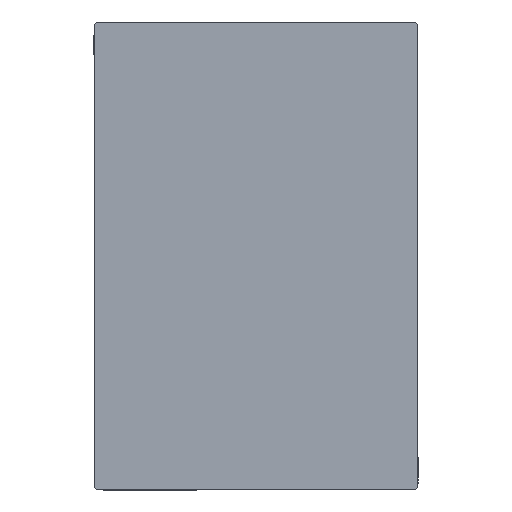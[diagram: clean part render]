
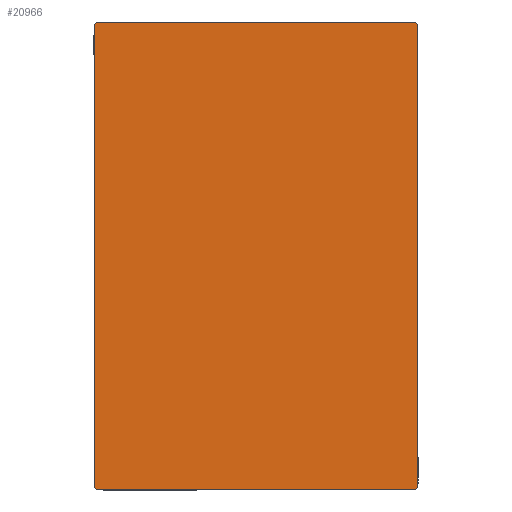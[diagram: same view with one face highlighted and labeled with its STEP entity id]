
A CAD part, left-side view. The second image highlights one B-rep face of the part: STEP entity #20966.
In plain terms, the highlighted face is planar.
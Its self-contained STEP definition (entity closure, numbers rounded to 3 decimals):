
#995 = ORIENTED_EDGE ( 'NONE', *, *, #15428, .T. ) ;
#1227 = PLANE ( 'NONE',  #6139 ) ;
#1353 = VERTEX_POINT ( 'NONE', #41136 ) ;
#1840 = LINE ( 'NONE', #15410, #20651 ) ;
#2744 = VERTEX_POINT ( 'NONE', #35506 ) ;
#3674 = VERTEX_POINT ( 'NONE', #18283 ) ;
#3747 = CARTESIAN_POINT ( 'NONE',  ( 70., -22.5, -32.5 ) ) ;
#3801 = CARTESIAN_POINT ( 'NONE',  ( 70., -22.5, 32.5 ) ) ;
#4386 = ORIENTED_EDGE ( 'NONE', *, *, #41850, .T. ) ;
#6139 = AXIS2_PLACEMENT_3D ( 'NONE', #14802, #28375, #25267 ) ;
#6504 = VERTEX_POINT ( 'NONE', #25204 ) ;
#6726 = EDGE_LOOP ( 'NONE', ( #32504, #15807, #21610, #24042, #18354, #23392, #995, #4386 ) ) ;
#9875 = DIRECTION ( 'NONE',  ( 0., -1., 0. ) ) ;
#9975 = VECTOR ( 'NONE', #11620, 1000. ) ;
#10859 = EDGE_CURVE ( 'NONE', #3674, #6504, #14301, .T. ) ;
#10961 = DIRECTION ( 'NONE',  ( 0., 0.707, 0.707 ) ) ;
#11216 = DIRECTION ( 'NONE',  ( 0., 0., 1. ) ) ;
#11400 = LINE ( 'NONE', #14950, #9975 ) ;
#11618 = EDGE_CURVE ( 'NONE', #6504, #30277, #18749, .T. ) ;
#11620 = DIRECTION ( 'NONE',  ( 0., -0.707, 0.707 ) ) ;
#12949 = LINE ( 'NONE', #3801, #27465 ) ;
#13867 = VECTOR ( 'NONE', #11216, 1000. ) ;
#14184 = VERTEX_POINT ( 'NONE', #16195 ) ;
#14301 = LINE ( 'NONE', #27878, #42971 ) ;
#14380 = CARTESIAN_POINT ( 'NONE',  ( 70., -27.35, -27.35 ) ) ;
#14802 = CARTESIAN_POINT ( 'NONE',  ( 70., 0., 0. ) ) ;
#14950 = CARTESIAN_POINT ( 'NONE',  ( 70., 27.35, 27.35 ) ) ;
#15113 = EDGE_CURVE ( 'NONE', #25462, #2744, #26798, .T. ) ;
#15410 = CARTESIAN_POINT ( 'NONE',  ( 70., -27.35, 27.35 ) ) ;
#15428 = EDGE_CURVE ( 'NONE', #1353, #14184, #12949, .T. ) ;
#15807 = ORIENTED_EDGE ( 'NONE', *, *, #10859, .T. ) ;
#16195 = CARTESIAN_POINT ( 'NONE',  ( 70., -22.5, -32.2 ) ) ;
#16765 = CARTESIAN_POINT ( 'NONE',  ( 70., 22.5, 32.5 ) ) ;
#17745 = LINE ( 'NONE', #3747, #43743 ) ;
#18131 = FACE_OUTER_BOUND ( 'NONE', #6726, .T. ) ;
#18283 = CARTESIAN_POINT ( 'NONE',  ( 70., 22.2, -32.5 ) ) ;
#18354 = ORIENTED_EDGE ( 'NONE', *, *, #15113, .T. ) ;
#18749 = LINE ( 'NONE', #25447, #13867 ) ;
#18937 = EDGE_CURVE ( 'NONE', #37715, #3674, #17745, .T. ) ;
#20532 = CARTESIAN_POINT ( 'NONE',  ( 70., 22.2, 32.5 ) ) ;
#20651 = VECTOR ( 'NONE', #28989, 1000. ) ;
#20966 = ADVANCED_FACE ( 'NONE', ( #18131 ), #1227, .T. ) ;
#21014 = CARTESIAN_POINT ( 'NONE',  ( 70., 22.5, 32.2 ) ) ;
#21610 = ORIENTED_EDGE ( 'NONE', *, *, #11618, .T. ) ;
#23392 = ORIENTED_EDGE ( 'NONE', *, *, #38225, .T. ) ;
#24042 = ORIENTED_EDGE ( 'NONE', *, *, #37429, .T. ) ;
#24905 = VECTOR ( 'NONE', #31285, 1000. ) ;
#25204 = CARTESIAN_POINT ( 'NONE',  ( 70., 22.5, -32.2 ) ) ;
#25267 = DIRECTION ( 'NONE',  ( 0., 0., -1. ) ) ;
#25447 = CARTESIAN_POINT ( 'NONE',  ( 70., 22.5, -32.5 ) ) ;
#25462 = VERTEX_POINT ( 'NONE', #20532 ) ;
#26798 = LINE ( 'NONE', #16765, #29585 ) ;
#27465 = VECTOR ( 'NONE', #36748, 1000. ) ;
#27817 = CARTESIAN_POINT ( 'NONE',  ( 70., -22.2, -32.5 ) ) ;
#27878 = CARTESIAN_POINT ( 'NONE',  ( 70., 27.35, -27.35 ) ) ;
#28375 = DIRECTION ( 'NONE',  ( 1., 0., 0. ) ) ;
#28989 = DIRECTION ( 'NONE',  ( 0., -0.707, -0.707 ) ) ;
#29585 = VECTOR ( 'NONE', #9875, 1000. ) ;
#30277 = VERTEX_POINT ( 'NONE', #21014 ) ;
#31285 = DIRECTION ( 'NONE',  ( 0., 0.707, -0.707 ) ) ;
#32504 = ORIENTED_EDGE ( 'NONE', *, *, #18937, .T. ) ;
#35506 = CARTESIAN_POINT ( 'NONE',  ( 70., -22.2, 32.5 ) ) ;
#36748 = DIRECTION ( 'NONE',  ( 0., 0., -1. ) ) ;
#37429 = EDGE_CURVE ( 'NONE', #30277, #25462, #11400, .T. ) ;
#37715 = VERTEX_POINT ( 'NONE', #27817 ) ;
#38225 = EDGE_CURVE ( 'NONE', #2744, #1353, #1840, .T. ) ;
#41115 = DIRECTION ( 'NONE',  ( 0., 1., 0. ) ) ;
#41136 = CARTESIAN_POINT ( 'NONE',  ( 70., -22.5, 32.2 ) ) ;
#41850 = EDGE_CURVE ( 'NONE', #14184, #37715, #43758, .T. ) ;
#42971 = VECTOR ( 'NONE', #10961, 1000. ) ;
#43743 = VECTOR ( 'NONE', #41115, 1000. ) ;
#43758 = LINE ( 'NONE', #14380, #24905 ) ;
